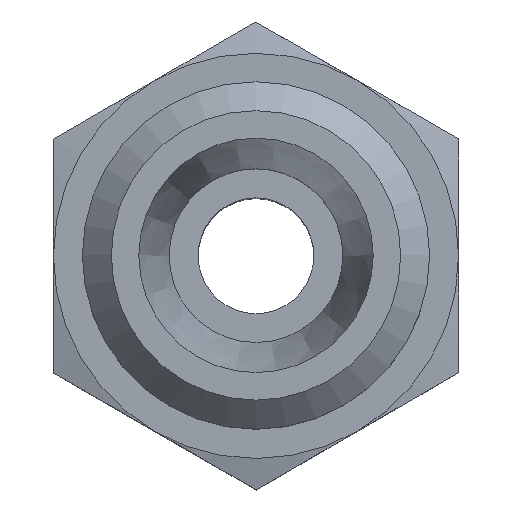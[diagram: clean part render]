
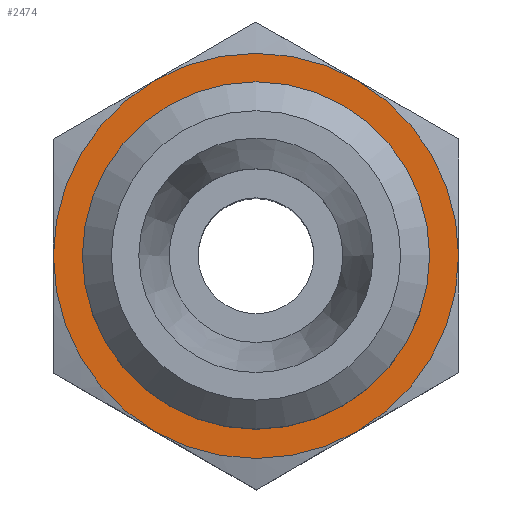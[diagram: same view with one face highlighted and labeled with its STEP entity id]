
A CAD part, top view. The second image highlights one B-rep face of the part: STEP entity #2474.
In plain terms, the highlighted planar face has unit normal (0, 0, 1).
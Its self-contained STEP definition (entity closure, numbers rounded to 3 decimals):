
#1960=CARTESIAN_POINT('',(1.563,11.35,13.5));
#1961=VERTEX_POINT('',#1960);
#1975=CARTESIAN_POINT('',(1.563,11.346,13.5));
#1976=VERTEX_POINT('',#1975);
#1977=CARTESIAN_POINT('',(1.563,11.35,13.5));
#1978=DIRECTION('',(0.001,-1.,0.0));
#1979=VECTOR('',#1978,0.004);
#1980=LINE('',#1977,#1979);
#1981=EDGE_CURVE('',#1961,#1976,#1980,.T.);
#2043=CARTESIAN_POINT('',(-1.94,17.41,13.5));
#2044=VERTEX_POINT('',#2043);
#2092=CARTESIAN_POINT('',(-8.94,17.406,13.5));
#2093=VERTEX_POINT('',#2092);
#2161=CARTESIAN_POINT('',(-8.933,5.282,13.5));
#2162=VERTEX_POINT('',#2161);
#2210=CARTESIAN_POINT('',(-1.933,5.286,13.5));
#2211=VERTEX_POINT('',#2210);
#2291=CARTESIAN_POINT('',(-5.437,11.346,13.5));
#2292=DIRECTION('',(0.0,0.0,1.0));
#2293=DIRECTION('',(-1.0,0.0,0.0));
#2294=AXIS2_PLACEMENT_3D('',#2291,#2292,#2293);
#2295=CIRCLE('',#2294,7.0);
#2296=EDGE_CURVE('',#1961,#2044,#2295,.T.);
#2309=CARTESIAN_POINT('',(-5.437,11.346,13.5));
#2310=DIRECTION('',(0.0,0.0,1.0));
#2311=DIRECTION('',(-1.0,0.0,0.0));
#2312=AXIS2_PLACEMENT_3D('',#2309,#2310,#2311);
#2313=CIRCLE('',#2312,7.0);
#2314=EDGE_CURVE('',#2211,#1976,#2313,.T.);
#2325=CARTESIAN_POINT('',(-5.437,11.346,13.5));
#2326=DIRECTION('',(0.0,0.0,1.0));
#2327=DIRECTION('',(-1.0,0.0,0.0));
#2328=AXIS2_PLACEMENT_3D('',#2325,#2326,#2327);
#2329=CIRCLE('',#2328,7.0);
#2330=EDGE_CURVE('',#2044,#2093,#2329,.T.);
#2343=CARTESIAN_POINT('',(-5.437,11.346,13.5));
#2344=DIRECTION('',(0.0,0.0,1.0));
#2345=DIRECTION('',(-1.0,0.0,0.0));
#2346=AXIS2_PLACEMENT_3D('',#2343,#2344,#2345);
#2347=CIRCLE('',#2346,7.0);
#2348=EDGE_CURVE('',#2162,#2211,#2347,.T.);
#2358=CARTESIAN_POINT('',(-12.437,11.342,13.5));
#2359=VERTEX_POINT('',#2358);
#2373=CARTESIAN_POINT('',(-5.437,11.346,13.5));
#2374=DIRECTION('',(0.0,0.0,1.0));
#2375=DIRECTION('',(-1.0,0.0,0.0));
#2376=AXIS2_PLACEMENT_3D('',#2373,#2374,#2375);
#2377=CIRCLE('',#2376,7.0);
#2378=EDGE_CURVE('',#2093,#2359,#2377,.T.);
#2403=CARTESIAN_POINT('',(-5.437,11.346,13.5));
#2404=DIRECTION('',(0.0,0.0,1.0));
#2405=DIRECTION('',(-1.0,0.0,0.0));
#2406=AXIS2_PLACEMENT_3D('',#2403,#2404,#2405);
#2407=CIRCLE('',#2406,7.0);
#2408=EDGE_CURVE('',#2359,#2162,#2407,.T.);
#2449=CARTESIAN_POINT('',(-5.437,11.346,13.5));
#2450=DIRECTION('',(0.0,0.0,1.0));
#2451=DIRECTION('',(1.0,0.0,0.0));
#2452=AXIS2_PLACEMENT_3D('',#2449,#2450,#2451);
#2453=PLANE('',#2452);
#2454=ORIENTED_EDGE('',*,*,#2296,.T.);
#2455=ORIENTED_EDGE('',*,*,#2330,.T.);
#2456=ORIENTED_EDGE('',*,*,#2378,.T.);
#2457=ORIENTED_EDGE('',*,*,#2408,.T.);
#2458=ORIENTED_EDGE('',*,*,#2348,.T.);
#2459=ORIENTED_EDGE('',*,*,#2314,.T.);
#2460=ORIENTED_EDGE('',*,*,#1981,.F.);
#2461=EDGE_LOOP('',(#2454,#2455,#2456,#2457,#2458,#2459,#2460));
#2462=FACE_OUTER_BOUND('',#2461,.T.);
#2463=CARTESIAN_POINT('',(0.413,11.346,13.5));
#2464=VERTEX_POINT('',#2463);
#2465=CARTESIAN_POINT('',(-5.437,11.346,13.5));
#2466=DIRECTION('',(0.0,0.0,1.0));
#2467=DIRECTION('',(-1.0,0.0,0.0));
#2468=AXIS2_PLACEMENT_3D('',#2465,#2466,#2467);
#2469=CIRCLE('',#2468,5.85);
#2470=EDGE_CURVE('',#2464,#2464,#2469,.T.);
#2471=ORIENTED_EDGE('',*,*,#2470,.F.);
#2472=EDGE_LOOP('',(#2471));
#2473=FACE_BOUND('',#2472,.T.);
#2474=ADVANCED_FACE('',(#2462,#2473),#2453,.T.);
